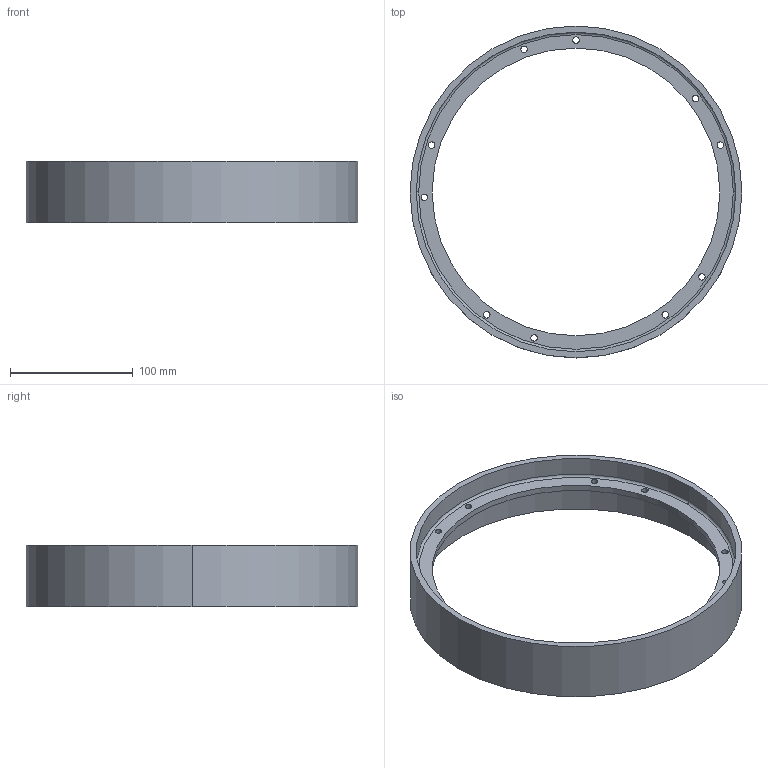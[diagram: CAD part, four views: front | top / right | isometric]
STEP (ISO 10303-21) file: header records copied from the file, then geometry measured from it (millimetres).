
FILE_DESCRIPTION (( 'STEP AP203' ), '1' );
FILE_NAME ('A-11-A.STEP', '2024-10-25T09:25:37', ( '' ), ( '' ), 'SwSTEP 2.0', 'SolidWorks 2021', '' );
FILE_SCHEMA (( 'CONFIG_CONTROL_DESIGN' ));
Length unit declared in the file: millimetre
Products named in the file (1): A-11-A
Bounding box: 270 x 270 x 50 mm (x, y, z)
Volume: 262710.3 mm3; surface area: 110209.1 mm2
Topology: 1 solids, 1 shells, 40 faces, 100 edges, 64 vertices
Faces by surface type: cylinder 30, torus 6, plane 4
Entity records: 1351 total; most frequent: DIRECTION 252, CARTESIAN_POINT 205, ORIENTED_EDGE 200, AXIS2_PLACEMENT_3D 111, EDGE_CURVE 100, CIRCLE 70, EDGE_LOOP 64, VERTEX_POINT 64
